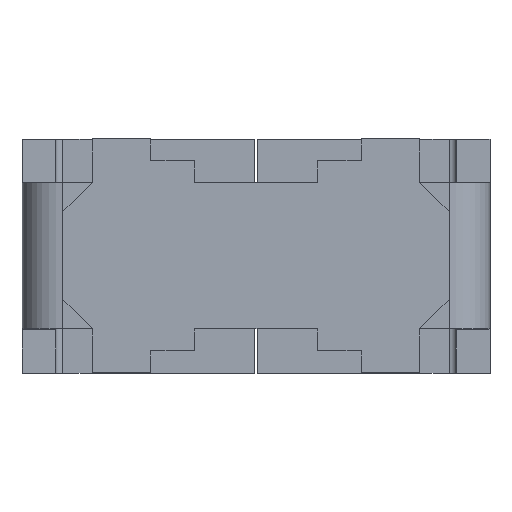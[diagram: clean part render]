
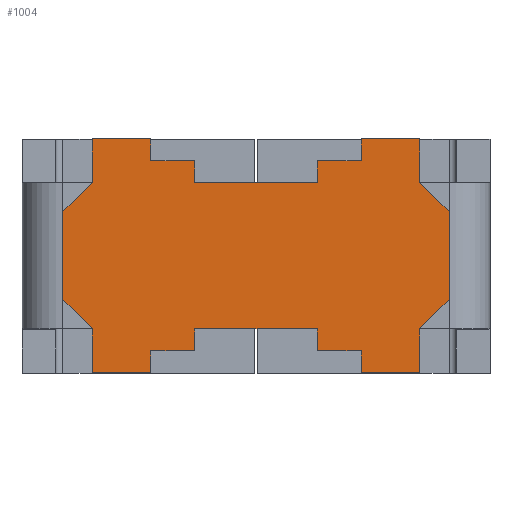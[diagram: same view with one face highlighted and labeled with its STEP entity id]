
A CAD part, top view. The second image highlights one B-rep face of the part: STEP entity #1004.
In plain terms, the highlighted planar face has unit normal (0, 0, 1).
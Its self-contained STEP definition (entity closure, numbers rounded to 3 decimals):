
#70=CARTESIAN_POINT('',(0.42,-0.5,2.0));
#71=VERTEX_POINT('',#70);
#72=CARTESIAN_POINT('',(-0.42,-0.5,2.0));
#73=VERTEX_POINT('',#72);
#74=CARTESIAN_POINT('',(0.42,-0.5,2.0));
#75=DIRECTION('',(-1.0,0.0,0.0));
#76=VECTOR('',#75,0.84);
#77=LINE('',#74,#76);
#78=EDGE_CURVE('',#71,#73,#77,.T.);
#110=CARTESIAN_POINT('',(-0.42,-0.65,2.0));
#111=VERTEX_POINT('',#110);
#112=CARTESIAN_POINT('',(-0.42,-0.5,2.0));
#113=DIRECTION('',(0.0,-1.0,0.0));
#114=VECTOR('',#113,0.15);
#115=LINE('',#112,#114);
#116=EDGE_CURVE('',#73,#111,#115,.T.);
#141=CARTESIAN_POINT('',(-0.72,-0.65,2.0));
#142=VERTEX_POINT('',#141);
#143=CARTESIAN_POINT('',(-0.42,-0.65,2.0));
#144=DIRECTION('',(-1.0,0.0,0.0));
#145=VECTOR('',#144,0.3);
#146=LINE('',#143,#145);
#147=EDGE_CURVE('',#111,#142,#146,.T.);
#172=CARTESIAN_POINT('',(-0.72,-0.8,2.0));
#173=VERTEX_POINT('',#172);
#174=CARTESIAN_POINT('',(-0.72,-0.65,2.0));
#175=DIRECTION('',(0.0,-1.0,0.0));
#176=VECTOR('',#175,0.15);
#177=LINE('',#174,#176);
#178=EDGE_CURVE('',#142,#173,#177,.T.);
#203=CARTESIAN_POINT('',(-1.12,-0.8,2.0));
#204=VERTEX_POINT('',#203);
#205=CARTESIAN_POINT('',(-0.72,-0.8,2.0));
#206=DIRECTION('',(-1.0,0.0,0.0));
#207=VECTOR('',#206,0.4);
#208=LINE('',#205,#207);
#209=EDGE_CURVE('',#173,#204,#208,.T.);
#234=CARTESIAN_POINT('',(-1.12,-0.5,2.0));
#235=VERTEX_POINT('',#234);
#236=CARTESIAN_POINT('',(-1.12,-0.8,2.0));
#237=DIRECTION('',(0.0,1.0,0.0));
#238=VECTOR('',#237,0.3);
#239=LINE('',#236,#238);
#240=EDGE_CURVE('',#204,#235,#239,.T.);
#265=CARTESIAN_POINT('',(-1.32,-0.3,2.0));
#266=VERTEX_POINT('',#265);
#267=CARTESIAN_POINT('',(-1.12,-0.5,2.0));
#268=DIRECTION('',(-0.707,0.707,0.0));
#269=VECTOR('',#268,0.283);
#270=LINE('',#267,#269);
#271=EDGE_CURVE('',#235,#266,#270,.T.);
#296=CARTESIAN_POINT('',(-1.32,0.3,2.0));
#297=VERTEX_POINT('',#296);
#298=CARTESIAN_POINT('',(-1.32,-0.3,2.0));
#299=DIRECTION('',(0.0,1.0,0.0));
#300=VECTOR('',#299,0.6);
#301=LINE('',#298,#300);
#302=EDGE_CURVE('',#266,#297,#301,.T.);
#327=CARTESIAN_POINT('',(-1.12,0.5,2.0));
#328=VERTEX_POINT('',#327);
#329=CARTESIAN_POINT('',(-1.32,0.3,2.0));
#330=DIRECTION('',(0.707,0.707,0.0));
#331=VECTOR('',#330,0.283);
#332=LINE('',#329,#331);
#333=EDGE_CURVE('',#297,#328,#332,.T.);
#358=CARTESIAN_POINT('',(-1.12,0.8,2.0));
#359=VERTEX_POINT('',#358);
#360=CARTESIAN_POINT('',(-1.12,0.5,2.0));
#361=DIRECTION('',(0.0,1.0,0.0));
#362=VECTOR('',#361,0.3);
#363=LINE('',#360,#362);
#364=EDGE_CURVE('',#328,#359,#363,.T.);
#389=CARTESIAN_POINT('',(-0.72,0.8,2.0));
#390=VERTEX_POINT('',#389);
#391=CARTESIAN_POINT('',(-1.12,0.8,2.0));
#392=DIRECTION('',(1.0,0.0,0.0));
#393=VECTOR('',#392,0.4);
#394=LINE('',#391,#393);
#395=EDGE_CURVE('',#359,#390,#394,.T.);
#420=CARTESIAN_POINT('',(-0.72,0.65,2.0));
#421=VERTEX_POINT('',#420);
#422=CARTESIAN_POINT('',(-0.72,0.8,2.0));
#423=DIRECTION('',(0.0,-1.0,0.0));
#424=VECTOR('',#423,0.15);
#425=LINE('',#422,#424);
#426=EDGE_CURVE('',#390,#421,#425,.T.);
#451=CARTESIAN_POINT('',(-0.42,0.65,2.0));
#452=VERTEX_POINT('',#451);
#453=CARTESIAN_POINT('',(-0.72,0.65,2.0));
#454=DIRECTION('',(1.0,0.0,0.0));
#455=VECTOR('',#454,0.3);
#456=LINE('',#453,#455);
#457=EDGE_CURVE('',#421,#452,#456,.T.);
#482=CARTESIAN_POINT('',(-0.42,0.5,2.0));
#483=VERTEX_POINT('',#482);
#484=CARTESIAN_POINT('',(-0.42,0.65,2.0));
#485=DIRECTION('',(0.0,-1.0,0.0));
#486=VECTOR('',#485,0.15);
#487=LINE('',#484,#486);
#488=EDGE_CURVE('',#452,#483,#487,.T.);
#513=CARTESIAN_POINT('',(0.42,0.5,2.0));
#514=VERTEX_POINT('',#513);
#515=CARTESIAN_POINT('',(-0.42,0.5,2.0));
#516=DIRECTION('',(1.0,0.0,0.0));
#517=VECTOR('',#516,0.84);
#518=LINE('',#515,#517);
#519=EDGE_CURVE('',#483,#514,#518,.T.);
#544=CARTESIAN_POINT('',(0.42,0.65,2.0));
#545=VERTEX_POINT('',#544);
#546=CARTESIAN_POINT('',(0.42,0.5,2.0));
#547=DIRECTION('',(0.0,1.0,0.0));
#548=VECTOR('',#547,0.15);
#549=LINE('',#546,#548);
#550=EDGE_CURVE('',#514,#545,#549,.T.);
#575=CARTESIAN_POINT('',(0.72,0.65,2.0));
#576=VERTEX_POINT('',#575);
#577=CARTESIAN_POINT('',(0.42,0.65,2.0));
#578=DIRECTION('',(1.0,0.0,0.0));
#579=VECTOR('',#578,0.3);
#580=LINE('',#577,#579);
#581=EDGE_CURVE('',#545,#576,#580,.T.);
#606=CARTESIAN_POINT('',(0.72,0.8,2.0));
#607=VERTEX_POINT('',#606);
#608=CARTESIAN_POINT('',(0.72,0.65,2.0));
#609=DIRECTION('',(0.0,1.0,0.0));
#610=VECTOR('',#609,0.15);
#611=LINE('',#608,#610);
#612=EDGE_CURVE('',#576,#607,#611,.T.);
#637=CARTESIAN_POINT('',(1.12,0.8,2.0));
#638=VERTEX_POINT('',#637);
#639=CARTESIAN_POINT('',(0.72,0.8,2.0));
#640=DIRECTION('',(1.0,0.0,0.0));
#641=VECTOR('',#640,0.4);
#642=LINE('',#639,#641);
#643=EDGE_CURVE('',#607,#638,#642,.T.);
#668=CARTESIAN_POINT('',(1.12,0.5,2.0));
#669=VERTEX_POINT('',#668);
#670=CARTESIAN_POINT('',(1.12,0.8,2.0));
#671=DIRECTION('',(0.0,-1.0,0.0));
#672=VECTOR('',#671,0.3);
#673=LINE('',#670,#672);
#674=EDGE_CURVE('',#638,#669,#673,.T.);
#699=CARTESIAN_POINT('',(1.32,0.3,2.0));
#700=VERTEX_POINT('',#699);
#701=CARTESIAN_POINT('',(1.12,0.5,2.0));
#702=DIRECTION('',(0.707,-0.707,0.0));
#703=VECTOR('',#702,0.283);
#704=LINE('',#701,#703);
#705=EDGE_CURVE('',#669,#700,#704,.T.);
#730=CARTESIAN_POINT('',(1.32,-0.3,2.0));
#731=VERTEX_POINT('',#730);
#732=CARTESIAN_POINT('',(1.32,0.3,2.0));
#733=DIRECTION('',(0.0,-1.0,0.0));
#734=VECTOR('',#733,0.6);
#735=LINE('',#732,#734);
#736=EDGE_CURVE('',#700,#731,#735,.T.);
#761=CARTESIAN_POINT('',(1.12,-0.5,2.0));
#762=VERTEX_POINT('',#761);
#763=CARTESIAN_POINT('',(1.32,-0.3,2.0));
#764=DIRECTION('',(-0.707,-0.707,0.0));
#765=VECTOR('',#764,0.283);
#766=LINE('',#763,#765);
#767=EDGE_CURVE('',#731,#762,#766,.T.);
#792=CARTESIAN_POINT('',(1.12,-0.8,2.0));
#793=VERTEX_POINT('',#792);
#794=CARTESIAN_POINT('',(1.12,-0.5,2.0));
#795=DIRECTION('',(0.0,-1.0,0.0));
#796=VECTOR('',#795,0.3);
#797=LINE('',#794,#796);
#798=EDGE_CURVE('',#762,#793,#797,.T.);
#823=CARTESIAN_POINT('',(0.72,-0.8,2.0));
#824=VERTEX_POINT('',#823);
#825=CARTESIAN_POINT('',(1.12,-0.8,2.0));
#826=DIRECTION('',(-1.0,0.0,0.0));
#827=VECTOR('',#826,0.4);
#828=LINE('',#825,#827);
#829=EDGE_CURVE('',#793,#824,#828,.T.);
#854=CARTESIAN_POINT('',(0.72,-0.65,2.0));
#855=VERTEX_POINT('',#854);
#856=CARTESIAN_POINT('',(0.72,-0.8,2.0));
#857=DIRECTION('',(0.0,1.0,0.0));
#858=VECTOR('',#857,0.15);
#859=LINE('',#856,#858);
#860=EDGE_CURVE('',#824,#855,#859,.T.);
#885=CARTESIAN_POINT('',(0.42,-0.65,2.0));
#886=VERTEX_POINT('',#885);
#887=CARTESIAN_POINT('',(0.72,-0.65,2.0));
#888=DIRECTION('',(-1.0,0.0,0.0));
#889=VECTOR('',#888,0.3);
#890=LINE('',#887,#889);
#891=EDGE_CURVE('',#855,#886,#890,.T.);
#916=CARTESIAN_POINT('',(0.42,-0.65,2.0));
#917=DIRECTION('',(0.0,1.0,0.0));
#918=VECTOR('',#917,0.15);
#919=LINE('',#916,#918);
#920=EDGE_CURVE('',#886,#71,#919,.T.);
#969=CARTESIAN_POINT('',(0.,0.,2.0));
#970=DIRECTION('',(0.0,0.0,1.0));
#971=DIRECTION('',(1.0,0.0,0.0));
#972=AXIS2_PLACEMENT_3D('',#969,#970,#971);
#973=PLANE('',#972);
#974=ORIENTED_EDGE('',*,*,#78,.F.);
#975=ORIENTED_EDGE('',*,*,#920,.F.);
#976=ORIENTED_EDGE('',*,*,#891,.F.);
#977=ORIENTED_EDGE('',*,*,#860,.F.);
#978=ORIENTED_EDGE('',*,*,#829,.F.);
#979=ORIENTED_EDGE('',*,*,#798,.F.);
#980=ORIENTED_EDGE('',*,*,#767,.F.);
#981=ORIENTED_EDGE('',*,*,#736,.F.);
#982=ORIENTED_EDGE('',*,*,#705,.F.);
#983=ORIENTED_EDGE('',*,*,#674,.F.);
#984=ORIENTED_EDGE('',*,*,#643,.F.);
#985=ORIENTED_EDGE('',*,*,#612,.F.);
#986=ORIENTED_EDGE('',*,*,#581,.F.);
#987=ORIENTED_EDGE('',*,*,#550,.F.);
#988=ORIENTED_EDGE('',*,*,#519,.F.);
#989=ORIENTED_EDGE('',*,*,#488,.F.);
#990=ORIENTED_EDGE('',*,*,#457,.F.);
#991=ORIENTED_EDGE('',*,*,#426,.F.);
#992=ORIENTED_EDGE('',*,*,#395,.F.);
#993=ORIENTED_EDGE('',*,*,#364,.F.);
#994=ORIENTED_EDGE('',*,*,#333,.F.);
#995=ORIENTED_EDGE('',*,*,#302,.F.);
#996=ORIENTED_EDGE('',*,*,#271,.F.);
#997=ORIENTED_EDGE('',*,*,#240,.F.);
#998=ORIENTED_EDGE('',*,*,#209,.F.);
#999=ORIENTED_EDGE('',*,*,#178,.F.);
#1000=ORIENTED_EDGE('',*,*,#147,.F.);
#1001=ORIENTED_EDGE('',*,*,#116,.F.);
#1002=EDGE_LOOP('',(#974,#975,#976,#977,#978,#979,#980,#981,#982,#983,#984,#985,#986,#987,#988,#989,#990,#991,#992,#993,#994,#995,#996,#997,#998,#999,#1000,#1001));
#1003=FACE_OUTER_BOUND('',#1002,.T.);
#1004=ADVANCED_FACE('',(#1003),#973,.T.);
